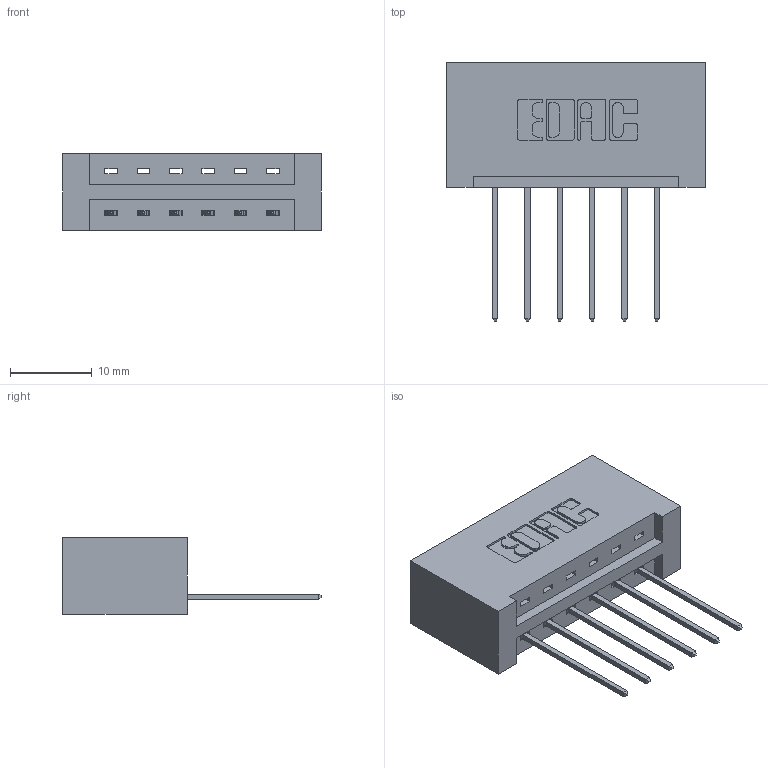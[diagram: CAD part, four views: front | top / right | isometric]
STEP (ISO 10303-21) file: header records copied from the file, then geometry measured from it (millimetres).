
FILE_DESCRIPTION (( 'STEP AP203' ), '1' );
FILE_NAME ('387-006-542-101.STEP', '2019-10-02T01:08:10', ( '' ), ( '' ), 'SwSTEP 2.0', 'SolidWorks 2016', '' );
FILE_SCHEMA (( 'CONFIG_CONTROL_DESIGN' ));
Length unit declared in the file: inch
Products named in the file (3): 387-006-542-101; 337 Part_No Mounting Lugs; 345-292-001_345-293-142
Assembly tree (7 placements, depth 2):
  387-006-542-101
    337 Part_No Mounting Lugs
    345-292-001_345-293-142  x6
Bounding box: 31.65 x 31.63 x 9.4 mm (x, y, z)
Volume: 3590.9 mm3; surface area: 3580.1 mm2
Topology: 7 solids, 7 shells, 478 faces, 1415 edges, 934 vertices
Faces by surface type: plane 342, cylinder 136
Entity records: 8857 total; most frequent: CARTESIAN_POINT 1548, ORIENTED_EDGE 1490, DIRECTION 1369, EDGE_CURVE 745, VECTOR 625, LINE 625, VERTEX_POINT 494, AXIS2_PLACEMENT_3D 372
